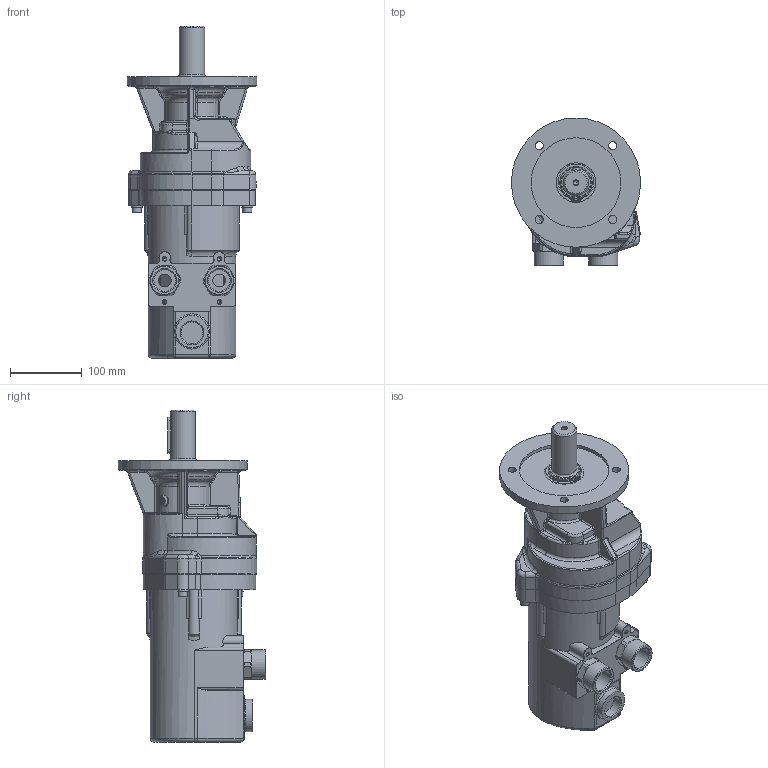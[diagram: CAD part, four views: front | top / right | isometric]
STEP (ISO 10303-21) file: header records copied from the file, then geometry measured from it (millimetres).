
FILE_DESCRIPTION(/* description */ ('MU 600-75 V 6kt'),/* implementation_level */ '2;1');
FILE_NAME(/* name */ 'MU 600-75 V 6kt_29936405.stp',/* time_stamp */ '2024-06-04T14:34:28+02:00',/* author */ ('DSteinicke'),/* organization */ (''),/* preprocessor_version */ 'ST-DEVELOPER v20',/* originating_system */ 'Autodesk Inventor 2024',/* authorisation */ '');
FILE_SCHEMA (('AUTOMOTIVE_DESIGN { 1 0 10303 214 3 1 1 }'));
Length unit declared in the file: millimetre
Products named in the file (1): 29936405
Bounding box: 180 x 205.58 x 462.45 mm (x, y, z)
Volume: 5506760.5 mm3; surface area: 300671.8 mm2
Topology: 2 solids, 11 shells, 849 faces, 2107 edges, 1289 vertices
Faces by surface type: plane 297, cylinder 276, bspline 134, torus 72, cone 63, sphere 7
Full cylindrical faces by diameter (mm): 2.5 x3, 2.8 x2, 4.2 x1, 4.917 x4, 4.99 x1, 6.647 x3, 7.4 x1, 7.9 x2, 8 x3, 9.5 x3, 10 x1, 11.5 x4, 13 x3, 16 x1, 18 x2, 24.401 x2, 30.291 x3, 32 x2, 33.249 x2, 35 x1, 41 x2, 42.5 x1, 45 x3, 55 x1, 125 x1, 180 x1
Entity records: 30452 total; most frequent: CARTESIAN_POINT 9917, ORIENTED_EDGE 4150, DIRECTION 4059, EDGE_CURVE 2075, AXIS2_PLACEMENT_3D 1604, VERTEX_POINT 1289, EDGE_LOOP 914, LINE 851
